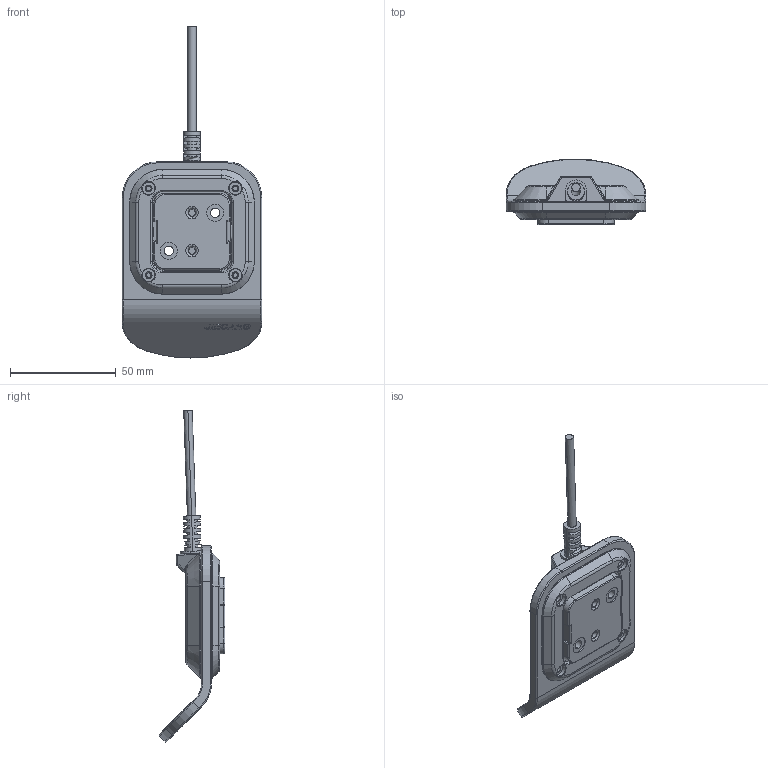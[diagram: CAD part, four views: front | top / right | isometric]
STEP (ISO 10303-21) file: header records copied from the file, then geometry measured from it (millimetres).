
FILE_DESCRIPTION((''),'2;1');
FILE_NAME('PRT0001','2020-01-08T16:50:35',('u'),('捷昌驱动'),'CREO PARAMETRIC BY PTC INC, 2018100','CREO PARAMETRIC BY PTC INC, 2018100','');
FILE_SCHEMA(('CONFIG_CONTROL_DESIGN'));
Length unit declared in the file: millimetre
Products named in the file (1): PRT0001
Bounding box: 66 x 31.19 x 156.98 mm (x, y, z)
Volume: 55612.2 mm3; surface area: 32084.5 mm2
Topology: 3 solids, 10 shells, 1339 faces, 3590 edges, 2254 vertices
Faces by surface type: plane 827, cylinder 246, cone 127, torus 68, bspline 34, extrusion 25, sphere 12
Entity records: 45424 total; most frequent: CARTESIAN_POINT 12172, ORIENTED_EDGE 7156, DIRECTION 6636, EDGE_CURVE 3578, VECTOR 2370, LINE 2345, VERTEX_POINT 2254, AXIS2_PLACEMENT_3D 2133
